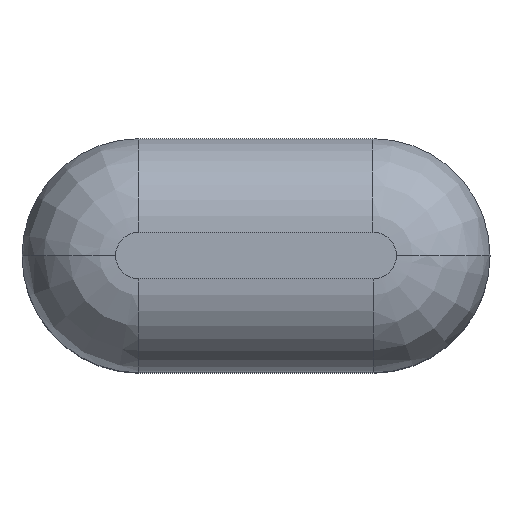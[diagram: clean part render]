
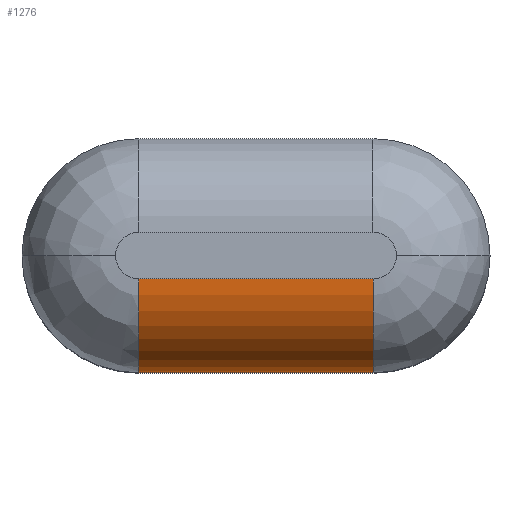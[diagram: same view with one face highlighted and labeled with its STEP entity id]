
A CAD part, top view. The second image highlights one B-rep face of the part: STEP entity #1276.
In plain terms, the highlighted cylindrical face has radius 1.2 mm (diameter 2.4 mm), a partial arc.
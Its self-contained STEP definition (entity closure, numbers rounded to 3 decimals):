
#441 = VERTEX_POINT('',#442);
#442 = CARTESIAN_POINT('',(1.,-1.5,8.3));
#781 = VERTEX_POINT('',#782);
#782 = CARTESIAN_POINT('',(1.,-0.3,9.5));
#789 = EDGE_CURVE('',#790,#781,#792,.T.);
#790 = VERTEX_POINT('',#791);
#791 = CARTESIAN_POINT('',(4.,-0.3,9.5));
#792 = LINE('',#793,#794);
#793 = CARTESIAN_POINT('',(4.,-0.3,9.5));
#794 = VECTOR('',#795,1.);
#795 = DIRECTION('',(-1.,0.,0.));
#852 = VERTEX_POINT('',#853);
#853 = CARTESIAN_POINT('',(4.,-1.5,8.3));
#1030 = EDGE_CURVE('',#441,#781,#1031,.T.);
#1031 = CIRCLE('',#1032,1.2);
#1032 = AXIS2_PLACEMENT_3D('',#1033,#1034,#1035);
#1033 = CARTESIAN_POINT('',(1.,-0.3,8.3));
#1034 = DIRECTION('',(-1.,0.,0.));
#1035 = DIRECTION('',(0.,-1.,0.));
#1059 = EDGE_CURVE('',#852,#441,#1060,.T.);
#1060 = LINE('',#1061,#1062);
#1061 = CARTESIAN_POINT('',(4.,-1.5,8.3));
#1062 = VECTOR('',#1063,1.);
#1063 = DIRECTION('',(-1.,0.,0.));
#1254 = EDGE_CURVE('',#852,#790,#1255,.T.);
#1255 = CIRCLE('',#1256,1.2);
#1256 = AXIS2_PLACEMENT_3D('',#1257,#1258,#1259);
#1257 = CARTESIAN_POINT('',(4.,-0.3,8.3));
#1258 = DIRECTION('',(-1.,0.,0.));
#1259 = DIRECTION('',(0.,-1.,0.));
#1276 = ADVANCED_FACE('',(#1277),#1283,.T.);
#1277 = FACE_BOUND('',#1278,.T.);
#1278 = EDGE_LOOP('',(#1279,#1280,#1281,#1282));
#1279 = ORIENTED_EDGE('',*,*,#1254,.T.);
#1280 = ORIENTED_EDGE('',*,*,#789,.T.);
#1281 = ORIENTED_EDGE('',*,*,#1030,.F.);
#1282 = ORIENTED_EDGE('',*,*,#1059,.F.);
#1283 = CYLINDRICAL_SURFACE('',#1284,1.2);
#1284 = AXIS2_PLACEMENT_3D('',#1285,#1286,#1287);
#1285 = CARTESIAN_POINT('',(4.,-0.3,8.3));
#1286 = DIRECTION('',(-1.,0.,0.));
#1287 = DIRECTION('',(0.,-1.,0.));
